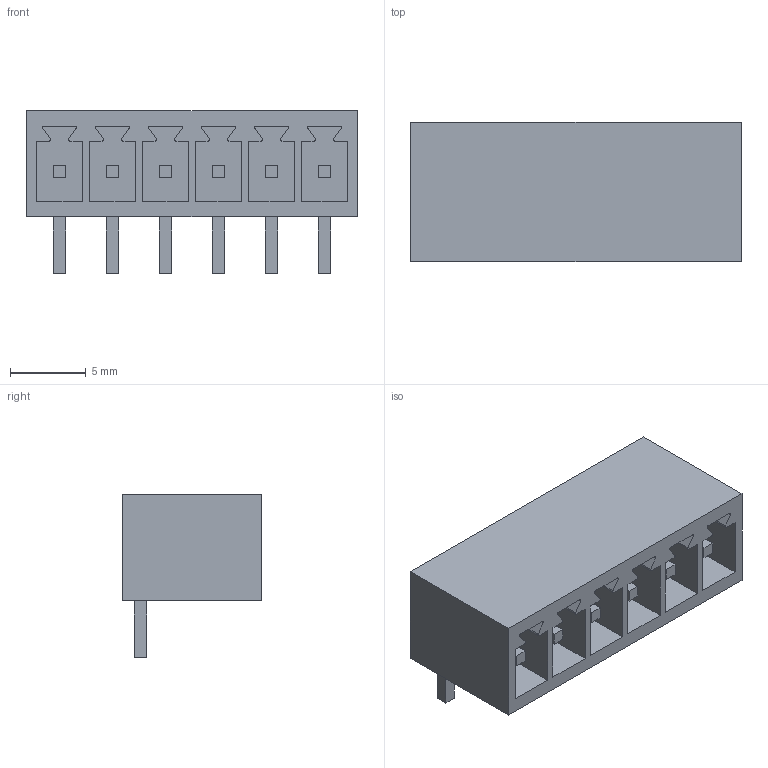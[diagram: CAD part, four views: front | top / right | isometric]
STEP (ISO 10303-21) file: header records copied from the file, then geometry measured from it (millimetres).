
FILE_DESCRIPTION( ( 'Unknown' ), '1' );
FILE_NAME( 'TerminalBlock_China_Pluggable_1x06_P3.50mm_Horizontal.step', 'Unknown', ( 'Unknown' ), ( 'Unknown' ), 'PSStep 15.0.49', 'Unknown', ' ' );
FILE_SCHEMA( ( 'AUTOMOTIVE_DESIGN { 1 0 10303 214 1 1 1 1 }' ) );
Length unit declared in the file: millimetre
Products named in the file (1): 1
Bounding box: 21.8 x 9.2 x 10.7 mm (x, y, z)
Volume: 865.8 mm3; surface area: 1742.8 mm2
Topology: 1 solids, 1 shells, 144 faces, 372 edges, 248 vertices
Faces by surface type: plane 120, cylinder 24
Entity records: 5512 total; most frequent: CARTESIAN_POINT 765, ORIENTED_EDGE 744, DIRECTION 710, EDGE_CURVE 372, LINE 324, VECTOR 324, VERTEX_POINT 248, AXIS2_PLACEMENT_3D 193
